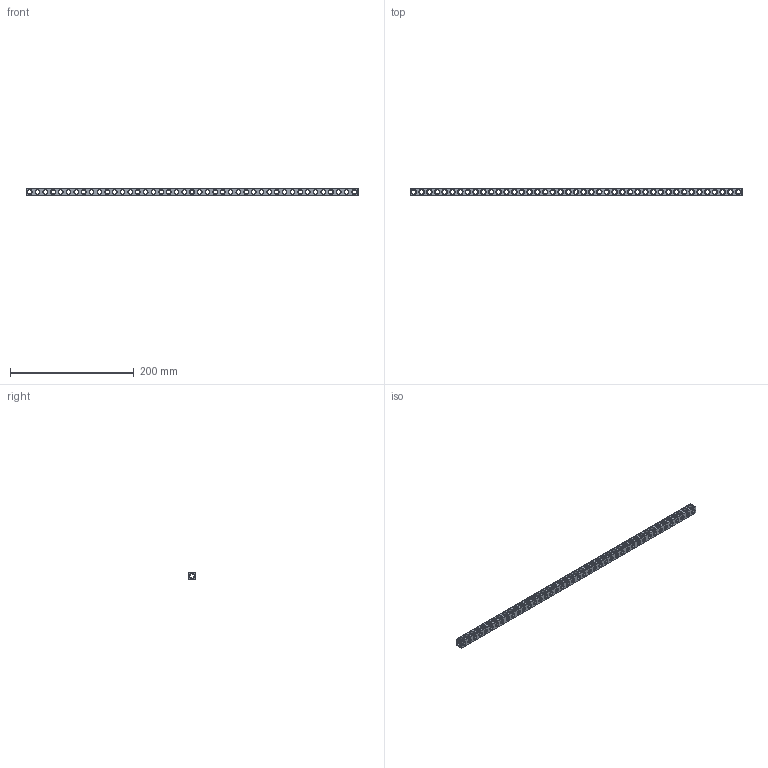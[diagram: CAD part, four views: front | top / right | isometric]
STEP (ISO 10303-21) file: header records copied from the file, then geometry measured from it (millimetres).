
FILE_DESCRIPTION(('FreeCAD Model'),'2;1');
FILE_NAME('Open CASCADE Shape Model','2021-05-30T22:30:26',( 'Paulo Kiefe'),('STEMFIE.org'),'Open CASCADE STEP processor 7.4', 'FreeCAD','Unknown');
FILE_SCHEMA(('AUTOMOTIVE_DESIGN { 1 0 10303 214 1 1 1 1 }'));
Products named in the file (1): Beam_STR_ESS_BU43x01x01_-_SPN-BEM-0080_(stemfie.org)
Bounding box: 537.5 x 12.5 x 12.5 mm (x, y, z)
Volume: 41977.1 mm3; surface area: 37493.7 mm2
Topology: 1 solids, 1 shells, 937 faces, 3082 edges, 2054 vertices
Faces by surface type: plane 372, cylinder 259, cone 174, extrusion 132
Full cylindrical faces by diameter (mm): 7 x216, 9.2 x43
Entity records: 89486 total; most frequent: CARTESIAN_POINT 32058, DIRECTION 9688, ORIENTED_EDGE 6164, PCURVE 6164, DEFINITIONAL_REPRESENTATION 6164, VECTOR 5186, LINE 5054, EDGE_CURVE 3082
